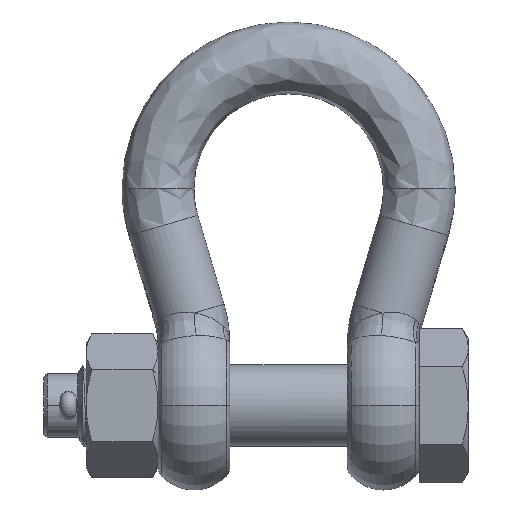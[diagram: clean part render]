
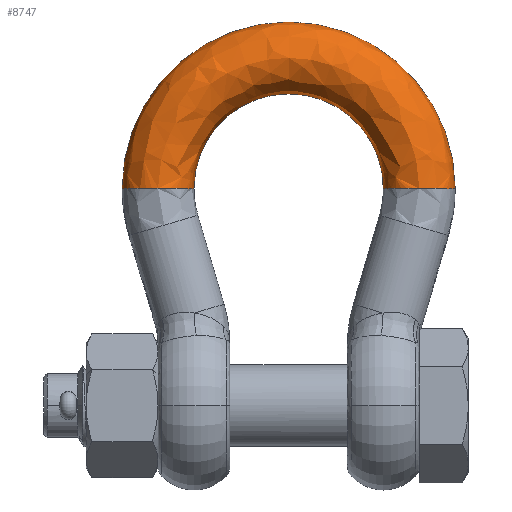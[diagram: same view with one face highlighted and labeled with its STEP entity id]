
A CAD part, top view. The second image highlights one B-rep face of the part: STEP entity #8747.
In plain terms, the highlighted free-form (B-spline) face has degree [3, 3] with [4, 4] control points.
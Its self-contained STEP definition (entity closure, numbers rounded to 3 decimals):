
#8716 = ORIENTED_EDGE ( 'NONE', *, *, #12881, .F. ) ;
#8717 = ORIENTED_EDGE ( 'NONE', *, *, #17446, .T. ) ;
#8720 = EDGE_LOOP ( 'NONE', ( #8728, #8734, #8716, #8717 ) ) ;
#8728 = ORIENTED_EDGE ( 'NONE', *, *, #8733, .T. ) ;
#8733 = EDGE_CURVE ( 'NONE', #17503, #17491, #18751, .T. ) ;
#8734 = ORIENTED_EDGE ( 'NONE', *, *, #17497, .T. ) ;
#8747 = ADVANCED_FACE ( 'NONE', ( #18726 ), #18982, .F. ) ;
#12881 = EDGE_CURVE ( 'NONE', #17447, #17498, #15254, .T. ) ;
#15238 = DIRECTION ( 'NONE',  ( 0., 0., -1. ) ) ;
#15240 = DIRECTION ( 'NONE',  ( 0., -1., 0. ) ) ;
#15242 = CARTESIAN_POINT ( 'NONE',  ( -40., 66.5, 0. ) ) ;
#15244 = AXIS2_PLACEMENT_3D ( 'NONE', #15242, #15240, #15238 ) ;
#15254 = CIRCLE ( 'NONE', #15244, 11. ) ;
#17446 = EDGE_CURVE ( 'NONE', #17447, #17503, #32329, .T. ) ;
#17447 = VERTEX_POINT ( 'NONE', #32350 ) ;
#17491 = VERTEX_POINT ( 'NONE', #32282 ) ;
#17497 = EDGE_CURVE ( 'NONE', #17491, #17498, #32416, .T. ) ;
#17498 = VERTEX_POINT ( 'NONE', #32411 ) ;
#17503 = VERTEX_POINT ( 'NONE', #32396 ) ;
#18726 = FACE_OUTER_BOUND ( 'NONE', #8720, .T. ) ;
#18747 = DIRECTION ( 'NONE',  ( 0., 0., 1. ) ) ;
#18748 = DIRECTION ( 'NONE',  ( 0., 1., 0. ) ) ;
#18749 = CARTESIAN_POINT ( 'NONE',  ( 40., 66.5, 0. ) ) ;
#18750 = AXIS2_PLACEMENT_3D ( 'NONE', #18749, #18748, #18747 ) ;
#18751 = CIRCLE ( 'NONE', #18750, 11. ) ;
#18958 = CARTESIAN_POINT ( 'NONE',  ( 51., 66.5, 0. ) ) ;
#18960 = CARTESIAN_POINT ( 'NONE',  ( 51., 168.5, 0. ) ) ;
#18963 = CARTESIAN_POINT ( 'NONE',  ( -51., 168.5, 0. ) ) ;
#18965 = CARTESIAN_POINT ( 'NONE',  ( -51., 66.5, 0. ) ) ;
#18967 = CARTESIAN_POINT ( 'NONE',  ( 51., 66.5, 22. ) ) ;
#18968 = CARTESIAN_POINT ( 'NONE',  ( 51., 168.5, 22. ) ) ;
#18969 = CARTESIAN_POINT ( 'NONE',  ( -51., 168.5, 22. ) ) ;
#18970 = CARTESIAN_POINT ( 'NONE',  ( -51., 66.5, 22. ) ) ;
#18971 = CARTESIAN_POINT ( 'NONE',  ( 29., 66.5, 22. ) ) ;
#18973 = CARTESIAN_POINT ( 'NONE',  ( 29., 124.5, 22. ) ) ;
#18975 = CARTESIAN_POINT ( 'NONE',  ( -29., 124.5, 22. ) ) ;
#18976 = CARTESIAN_POINT ( 'NONE',  ( -29., 66.5, 22. ) ) ;
#18977 = CARTESIAN_POINT ( 'NONE',  ( 29., 66.5, 0. ) ) ;
#18982 =( BOUNDED_SURFACE ( )  B_SPLINE_SURFACE ( 3, 3, ( 
 ( #19028, #19026, #19024, #18977 ),
 ( #18976, #18975, #18973, #18971 ),
 ( #18970, #18969, #18968, #18967 ),
 ( #18965, #18963, #18960, #18958 ) ),
 .UNSPECIFIED., .F., .F., .F. ) 
 B_SPLINE_SURFACE_WITH_KNOTS ( ( 4, 4 ),
 ( 4, 4 ),
 ( 0., 1. ),
 ( 0., 1. ),
 .UNSPECIFIED. ) 
 GEOMETRIC_REPRESENTATION_ITEM ( )  RATIONAL_B_SPLINE_SURFACE ( (
 ( 1., 0.333, 0.333, 1.),
 ( 0.333, 0.111, 0.111, 0.333),
 ( 0.333, 0.111, 0.111, 0.333),
 ( 1., 0.333, 0.333, 1.) ) ) 
 REPRESENTATION_ITEM ( '' )  SURFACE ( )  );
#19024 = CARTESIAN_POINT ( 'NONE',  ( 29., 124.5, 0. ) ) ;
#19026 = CARTESIAN_POINT ( 'NONE',  ( -29., 124.5, 0. ) ) ;
#19028 = CARTESIAN_POINT ( 'NONE',  ( -29., 66.5, 0. ) ) ;
#32282 = CARTESIAN_POINT ( 'NONE',  ( 51., 66.5, 0. ) ) ;
#32329 = CIRCLE ( 'NONE', #32354, 29. ) ;
#32350 = CARTESIAN_POINT ( 'NONE',  ( -29., 66.5, 0. ) ) ;
#32351 = DIRECTION ( 'NONE',  ( -1., 0., 0. ) ) ;
#32352 = DIRECTION ( 'NONE',  ( 0., 0., -1. ) ) ;
#32353 = CARTESIAN_POINT ( 'NONE',  ( 0., 66.5, 0. ) ) ;
#32354 = AXIS2_PLACEMENT_3D ( 'NONE', #32353, #32352, #32351 ) ;
#32396 = CARTESIAN_POINT ( 'NONE',  ( 29., 66.5, 0. ) ) ;
#32411 = CARTESIAN_POINT ( 'NONE',  ( -51., 66.5, 0. ) ) ;
#32412 = DIRECTION ( 'NONE',  ( -1., 0., 0. ) ) ;
#32413 = DIRECTION ( 'NONE',  ( 0., 0., 1. ) ) ;
#32414 = CARTESIAN_POINT ( 'NONE',  ( 0., 66.5, 0. ) ) ;
#32415 = AXIS2_PLACEMENT_3D ( 'NONE', #32414, #32413, #32412 ) ;
#32416 = CIRCLE ( 'NONE', #32415, 51. ) ;
